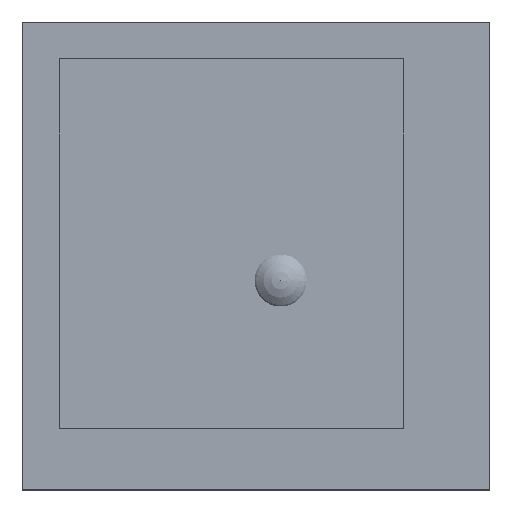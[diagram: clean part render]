
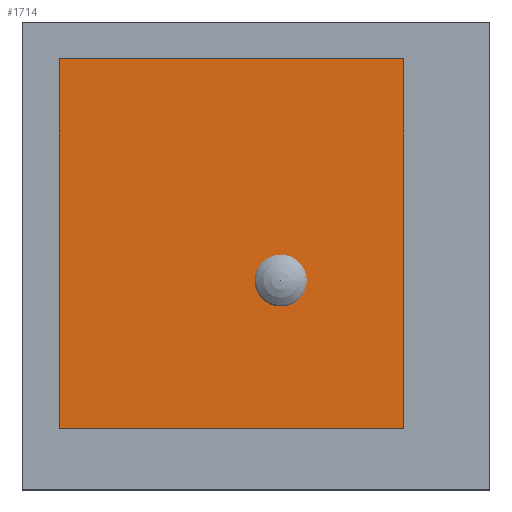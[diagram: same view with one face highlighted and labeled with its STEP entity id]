
A CAD part, top view. The second image highlights one B-rep face of the part: STEP entity #1714.
In plain terms, the highlighted planar face has unit normal (0, 0, 1).
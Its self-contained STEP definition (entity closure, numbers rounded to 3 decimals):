
#1400 = VERTEX_POINT('',#1401);
#1401 = CARTESIAN_POINT('',(-8.,-7.,4.05));
#1408 = PLANE('',#1409);
#1409 = AXIS2_PLACEMENT_3D('',#1410,#1411,#1412);
#1410 = CARTESIAN_POINT('',(-8.,-7.,3.95));
#1411 = DIRECTION('',(1.,0.,0.));
#1412 = DIRECTION('',(0.,0.,1.));
#1420 = PLANE('',#1421);
#1421 = AXIS2_PLACEMENT_3D('',#1422,#1423,#1424);
#1422 = CARTESIAN_POINT('',(-8.,-7.,3.95));
#1423 = DIRECTION('',(0.,1.,0.));
#1424 = DIRECTION('',(0.,0.,1.));
#1461 = VERTEX_POINT('',#1462);
#1462 = CARTESIAN_POINT('',(-8.,8.,4.05));
#1476 = PLANE('',#1477);
#1477 = AXIS2_PLACEMENT_3D('',#1478,#1479,#1480);
#1478 = CARTESIAN_POINT('',(-8.,8.,3.95));
#1479 = DIRECTION('',(0.,1.,0.));
#1480 = DIRECTION('',(0.,0.,1.));
#1488 = EDGE_CURVE('',#1400,#1461,#1489,.T.);
#1489 = SURFACE_CURVE('',#1490,(#1494,#1501),.PCURVE_S1.);
#1490 = LINE('',#1491,#1492);
#1491 = CARTESIAN_POINT('',(-8.,-7.,4.05));
#1492 = VECTOR('',#1493,1.);
#1493 = DIRECTION('',(0.,1.,0.));
#1494 = PCURVE('',#1408,#1495);
#1495 = DEFINITIONAL_REPRESENTATION('',(#1496),#1500);
#1496 = LINE('',#1497,#1498);
#1497 = CARTESIAN_POINT('',(0.1,0.));
#1498 = VECTOR('',#1499,1.);
#1499 = DIRECTION('',(0.,-1.));
#1500 = ( GEOMETRIC_REPRESENTATION_CONTEXT(2) 
PARAMETRIC_REPRESENTATION_CONTEXT() REPRESENTATION_CONTEXT('2D SPACE',''
  ) );
#1501 = PCURVE('',#1502,#1507);
#1502 = PLANE('',#1503);
#1503 = AXIS2_PLACEMENT_3D('',#1504,#1505,#1506);
#1504 = CARTESIAN_POINT('',(-8.,-7.,4.05));
#1505 = DIRECTION('',(0.,0.,1.));
#1506 = DIRECTION('',(1.,0.,0.));
#1507 = DEFINITIONAL_REPRESENTATION('',(#1508),#1512);
#1508 = LINE('',#1509,#1510);
#1509 = CARTESIAN_POINT('',(0.,0.));
#1510 = VECTOR('',#1511,1.);
#1511 = DIRECTION('',(0.,1.));
#1512 = ( GEOMETRIC_REPRESENTATION_CONTEXT(2) 
PARAMETRIC_REPRESENTATION_CONTEXT() REPRESENTATION_CONTEXT('2D SPACE',''
  ) );
#1520 = VERTEX_POINT('',#1521);
#1521 = CARTESIAN_POINT('',(6.,-7.,4.05));
#1528 = PLANE('',#1529);
#1529 = AXIS2_PLACEMENT_3D('',#1530,#1531,#1532);
#1530 = CARTESIAN_POINT('',(6.,-7.,3.95));
#1531 = DIRECTION('',(1.,0.,0.));
#1532 = DIRECTION('',(0.,0.,1.));
#1571 = VERTEX_POINT('',#1572);
#1572 = CARTESIAN_POINT('',(6.,8.,4.05));
#1593 = EDGE_CURVE('',#1520,#1571,#1594,.T.);
#1594 = SURFACE_CURVE('',#1595,(#1599,#1606),.PCURVE_S1.);
#1595 = LINE('',#1596,#1597);
#1596 = CARTESIAN_POINT('',(6.,-7.,4.05));
#1597 = VECTOR('',#1598,1.);
#1598 = DIRECTION('',(0.,1.,0.));
#1599 = PCURVE('',#1528,#1600);
#1600 = DEFINITIONAL_REPRESENTATION('',(#1601),#1605);
#1601 = LINE('',#1602,#1603);
#1602 = CARTESIAN_POINT('',(0.1,0.));
#1603 = VECTOR('',#1604,1.);
#1604 = DIRECTION('',(0.,-1.));
#1605 = ( GEOMETRIC_REPRESENTATION_CONTEXT(2) 
PARAMETRIC_REPRESENTATION_CONTEXT() REPRESENTATION_CONTEXT('2D SPACE',''
  ) );
#1606 = PCURVE('',#1502,#1607);
#1607 = DEFINITIONAL_REPRESENTATION('',(#1608),#1612);
#1608 = LINE('',#1609,#1610);
#1609 = CARTESIAN_POINT('',(14.,0.));
#1610 = VECTOR('',#1611,1.);
#1611 = DIRECTION('',(0.,1.));
#1612 = ( GEOMETRIC_REPRESENTATION_CONTEXT(2) 
PARAMETRIC_REPRESENTATION_CONTEXT() REPRESENTATION_CONTEXT('2D SPACE',''
  ) );
#1639 = EDGE_CURVE('',#1400,#1520,#1640,.T.);
#1640 = SURFACE_CURVE('',#1641,(#1645,#1652),.PCURVE_S1.);
#1641 = LINE('',#1642,#1643);
#1642 = CARTESIAN_POINT('',(-8.,-7.,4.05));
#1643 = VECTOR('',#1644,1.);
#1644 = DIRECTION('',(1.,0.,0.));
#1645 = PCURVE('',#1420,#1646);
#1646 = DEFINITIONAL_REPRESENTATION('',(#1647),#1651);
#1647 = LINE('',#1648,#1649);
#1648 = CARTESIAN_POINT('',(0.1,0.));
#1649 = VECTOR('',#1650,1.);
#1650 = DIRECTION('',(0.,1.));
#1651 = ( GEOMETRIC_REPRESENTATION_CONTEXT(2) 
PARAMETRIC_REPRESENTATION_CONTEXT() REPRESENTATION_CONTEXT('2D SPACE',''
  ) );
#1652 = PCURVE('',#1502,#1653);
#1653 = DEFINITIONAL_REPRESENTATION('',(#1654),#1658);
#1654 = LINE('',#1655,#1656);
#1655 = CARTESIAN_POINT('',(0.,0.));
#1656 = VECTOR('',#1657,1.);
#1657 = DIRECTION('',(1.,0.));
#1658 = ( GEOMETRIC_REPRESENTATION_CONTEXT(2) 
PARAMETRIC_REPRESENTATION_CONTEXT() REPRESENTATION_CONTEXT('2D SPACE',''
  ) );
#1686 = EDGE_CURVE('',#1461,#1571,#1687,.T.);
#1687 = SURFACE_CURVE('',#1688,(#1692,#1699),.PCURVE_S1.);
#1688 = LINE('',#1689,#1690);
#1689 = CARTESIAN_POINT('',(-8.,8.,4.05));
#1690 = VECTOR('',#1691,1.);
#1691 = DIRECTION('',(1.,0.,0.));
#1692 = PCURVE('',#1476,#1693);
#1693 = DEFINITIONAL_REPRESENTATION('',(#1694),#1698);
#1694 = LINE('',#1695,#1696);
#1695 = CARTESIAN_POINT('',(0.1,0.));
#1696 = VECTOR('',#1697,1.);
#1697 = DIRECTION('',(0.,1.));
#1698 = ( GEOMETRIC_REPRESENTATION_CONTEXT(2) 
PARAMETRIC_REPRESENTATION_CONTEXT() REPRESENTATION_CONTEXT('2D SPACE',''
  ) );
#1699 = PCURVE('',#1502,#1700);
#1700 = DEFINITIONAL_REPRESENTATION('',(#1701),#1705);
#1701 = LINE('',#1702,#1703);
#1702 = CARTESIAN_POINT('',(0.,15.));
#1703 = VECTOR('',#1704,1.);
#1704 = DIRECTION('',(1.,0.));
#1705 = ( GEOMETRIC_REPRESENTATION_CONTEXT(2) 
PARAMETRIC_REPRESENTATION_CONTEXT() REPRESENTATION_CONTEXT('2D SPACE',''
  ) );
#1714 = ADVANCED_FACE('',(#1715),#1502,.T.);
#1715 = FACE_BOUND('',#1716,.T.);
#1716 = EDGE_LOOP('',(#1717,#1718,#1719,#1720));
#1717 = ORIENTED_EDGE('',*,*,#1488,.F.);
#1718 = ORIENTED_EDGE('',*,*,#1639,.T.);
#1719 = ORIENTED_EDGE('',*,*,#1593,.T.);
#1720 = ORIENTED_EDGE('',*,*,#1686,.F.);
